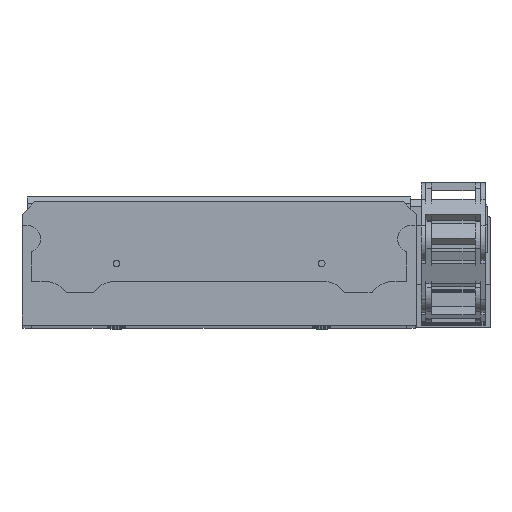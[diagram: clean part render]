
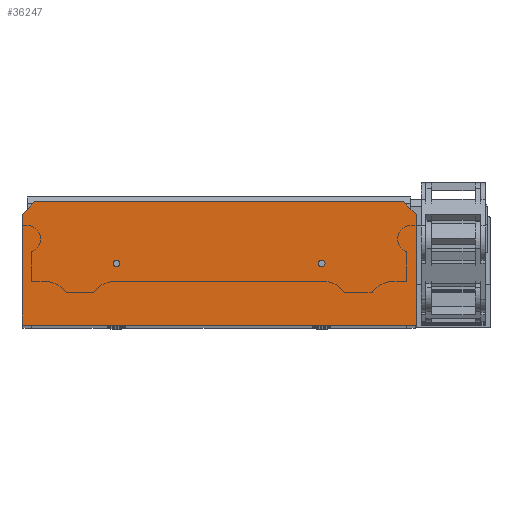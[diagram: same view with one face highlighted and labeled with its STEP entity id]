
A CAD part, top view. The second image highlights one B-rep face of the part: STEP entity #36247.
In plain terms, the highlighted planar face has unit normal (0, 0, 1).
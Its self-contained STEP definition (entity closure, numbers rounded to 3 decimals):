
#206 = AXIS2_PLACEMENT_3D ( 'NONE', #11854, #24484, #20446 ) ;
#662 = FACE_BOUND ( 'NONE', #8051, .T. ) ;
#1341 = DIRECTION ( 'NONE',  ( -1., 0., 0. ) ) ;
#1568 = CARTESIAN_POINT ( 'NONE',  ( 37.5, 22.8, 358.95 ) ) ;
#2419 = LINE ( 'NONE', #18804, #26474 ) ;
#2643 = CARTESIAN_POINT ( 'NONE',  ( 67.5, 45.3, 358.95 ) ) ;
#2688 = DIRECTION ( 'NONE',  ( 0., -1., 0. ) ) ;
#2961 = EDGE_CURVE ( 'NONE', #20002, #43074, #7071, .T. ) ;
#3104 = CARTESIAN_POINT ( 'NONE',  ( 37.5, 22.8, 358.95 ) ) ;
#4123 = CARTESIAN_POINT ( 'NONE',  ( -67.5, 45.3, 358.95 ) ) ;
#5030 = CARTESIAN_POINT ( 'NONE',  ( 72., 0.3, 358.95 ) ) ;
#6060 = VERTEX_POINT ( 'NONE', #17395 ) ;
#6118 = VERTEX_POINT ( 'NONE', #5030 ) ;
#6299 = ORIENTED_EDGE ( 'NONE', *, *, #16772, .F. ) ;
#7071 = CIRCLE ( 'NONE', #206, 1.25 ) ;
#8051 = EDGE_LOOP ( 'NONE', ( #6299, #22819 ) ) ;
#9309 = DIRECTION ( 'NONE',  ( -0.707, 0.707, 0. ) ) ;
#11411 = AXIS2_PLACEMENT_3D ( 'NONE', #33940, #22140, #13543 ) ;
#11854 = CARTESIAN_POINT ( 'NONE',  ( -37.5, 22.8, 358.95 ) ) ;
#12353 = CARTESIAN_POINT ( 'NONE',  ( -72., 0.3, 358.95 ) ) ;
#12959 = EDGE_CURVE ( 'NONE', #6118, #19180, #50910, .T. ) ;
#13202 = CARTESIAN_POINT ( 'NONE',  ( 38.75, 22.8, 358.95 ) ) ;
#13543 = DIRECTION ( 'NONE',  ( 1., 0., 0. ) ) ;
#13930 = DIRECTION ( 'NONE',  ( 0., 0., 1. ) ) ;
#14098 = CARTESIAN_POINT ( 'NONE',  ( -36.25, 22.8, 358.95 ) ) ;
#14836 = VECTOR ( 'NONE', #28716, 1000. ) ;
#15553 = CIRCLE ( 'NONE', #26690, 1.25 ) ;
#15772 = EDGE_CURVE ( 'NONE', #19180, #48189, #16841, .T. ) ;
#16489 = CARTESIAN_POINT ( 'NONE',  ( -72., 40.8, 358.95 ) ) ;
#16772 = EDGE_CURVE ( 'NONE', #46454, #6060, #47513, .T. ) ;
#16841 = LINE ( 'NONE', #33199, #37794 ) ;
#17395 = CARTESIAN_POINT ( 'NONE',  ( 36.25, 22.8, 358.95 ) ) ;
#17588 = FACE_BOUND ( 'NONE', #43463, .T. ) ;
#17956 = DIRECTION ( 'NONE',  ( 1., 0., 0. ) ) ;
#18804 = CARTESIAN_POINT ( 'NONE',  ( -72., 40.8, 358.95 ) ) ;
#19050 = CARTESIAN_POINT ( 'NONE',  ( -72., 0.3, 358.95 ) ) ;
#19067 = CARTESIAN_POINT ( 'NONE',  ( -38.75, 22.8, 358.95 ) ) ;
#19180 = VERTEX_POINT ( 'NONE', #46749 ) ;
#19472 = DIRECTION ( 'NONE',  ( 0., 0., 1. ) ) ;
#19625 = EDGE_CURVE ( 'NONE', #48189, #22285, #38135, .T. ) ;
#19857 = ORIENTED_EDGE ( 'NONE', *, *, #19625, .T. ) ;
#20002 = VERTEX_POINT ( 'NONE', #14098 ) ;
#20150 = LINE ( 'NONE', #12353, #14836 ) ;
#20446 = DIRECTION ( 'NONE',  ( 1., 0., 0. ) ) ;
#20521 = DIRECTION ( 'NONE',  ( -0.707, -0.707, 0. ) ) ;
#20886 = EDGE_CURVE ( 'NONE', #24402, #35488, #2419, .T. ) ;
#21238 = VECTOR ( 'NONE', #1341, 1000. ) ;
#21258 = DIRECTION ( 'NONE',  ( 1., 0., 0. ) ) ;
#22140 = DIRECTION ( 'NONE',  ( 0., 0., 1. ) ) ;
#22285 = VERTEX_POINT ( 'NONE', #4123 ) ;
#22289 = CARTESIAN_POINT ( 'NONE',  ( -67.5, 45.3, 358.95 ) ) ;
#22819 = ORIENTED_EDGE ( 'NONE', *, *, #49661, .F. ) ;
#23277 = ORIENTED_EDGE ( 'NONE', *, *, #15772, .T. ) ;
#23911 = ORIENTED_EDGE ( 'NONE', *, *, #20886, .T. ) ;
#24402 = VERTEX_POINT ( 'NONE', #26242 ) ;
#24484 = DIRECTION ( 'NONE',  ( 0., 0., 1. ) ) ;
#26242 = CARTESIAN_POINT ( 'NONE',  ( -72., 40.8, 358.95 ) ) ;
#26395 = EDGE_CURVE ( 'NONE', #35488, #6118, #20150, .T. ) ;
#26474 = VECTOR ( 'NONE', #2688, 1000. ) ;
#26690 = AXIS2_PLACEMENT_3D ( 'NONE', #49669, #41918, #21258 ) ;
#27450 = ORIENTED_EDGE ( 'NONE', *, *, #2961, .F. ) ;
#28716 = DIRECTION ( 'NONE',  ( 1., 0., 0. ) ) ;
#29119 = ORIENTED_EDGE ( 'NONE', *, *, #26395, .T. ) ;
#33199 = CARTESIAN_POINT ( 'NONE',  ( 67.5, 45.3, 358.95 ) ) ;
#33632 = VECTOR ( 'NONE', #51918, 1000. ) ;
#33940 = CARTESIAN_POINT ( 'NONE',  ( 0., 0., 358.95 ) ) ;
#34487 = PLANE ( 'NONE',  #11411 ) ;
#35488 = VERTEX_POINT ( 'NONE', #19050 ) ;
#35781 = VECTOR ( 'NONE', #20521, 1000. ) ;
#36247 = ADVANCED_FACE ( 'NONE', ( #17588, #662, #42534 ), #34487, .T. ) ;
#37137 = CIRCLE ( 'NONE', #43982, 1.25 ) ;
#37269 = ORIENTED_EDGE ( 'NONE', *, *, #47687, .F. ) ;
#37794 = VECTOR ( 'NONE', #9309, 1000. ) ;
#38135 = LINE ( 'NONE', #22289, #21238 ) ;
#41918 = DIRECTION ( 'NONE',  ( 0., 0., 1. ) ) ;
#42312 = EDGE_CURVE ( 'NONE', #22285, #24402, #44153, .T. ) ;
#42534 = FACE_OUTER_BOUND ( 'NONE', #49293, .T. ) ;
#43074 = VERTEX_POINT ( 'NONE', #19067 ) ;
#43463 = EDGE_LOOP ( 'NONE', ( #27450, #37269 ) ) ;
#43982 = AXIS2_PLACEMENT_3D ( 'NONE', #3104, #19472, #44170 ) ;
#44153 = LINE ( 'NONE', #16489, #35781 ) ;
#44170 = DIRECTION ( 'NONE',  ( 1., 0., 0. ) ) ;
#46392 = ORIENTED_EDGE ( 'NONE', *, *, #42312, .T. ) ;
#46454 = VERTEX_POINT ( 'NONE', #13202 ) ;
#46749 = CARTESIAN_POINT ( 'NONE',  ( 72., 40.8, 358.95 ) ) ;
#47091 = ORIENTED_EDGE ( 'NONE', *, *, #12959, .T. ) ;
#47513 = CIRCLE ( 'NONE', #50922, 1.25 ) ;
#47687 = EDGE_CURVE ( 'NONE', #43074, #20002, #15553, .T. ) ;
#48189 = VERTEX_POINT ( 'NONE', #2643 ) ;
#49293 = EDGE_LOOP ( 'NONE', ( #47091, #23277, #19857, #46392, #23911, #29119 ) ) ;
#49661 = EDGE_CURVE ( 'NONE', #6060, #46454, #37137, .T. ) ;
#49669 = CARTESIAN_POINT ( 'NONE',  ( -37.5, 22.8, 358.95 ) ) ;
#50632 = CARTESIAN_POINT ( 'NONE',  ( 72., 40.8, 358.95 ) ) ;
#50910 = LINE ( 'NONE', #50632, #33632 ) ;
#50922 = AXIS2_PLACEMENT_3D ( 'NONE', #1568, #13930, #17956 ) ;
#51918 = DIRECTION ( 'NONE',  ( 0., 1., 0. ) ) ;
